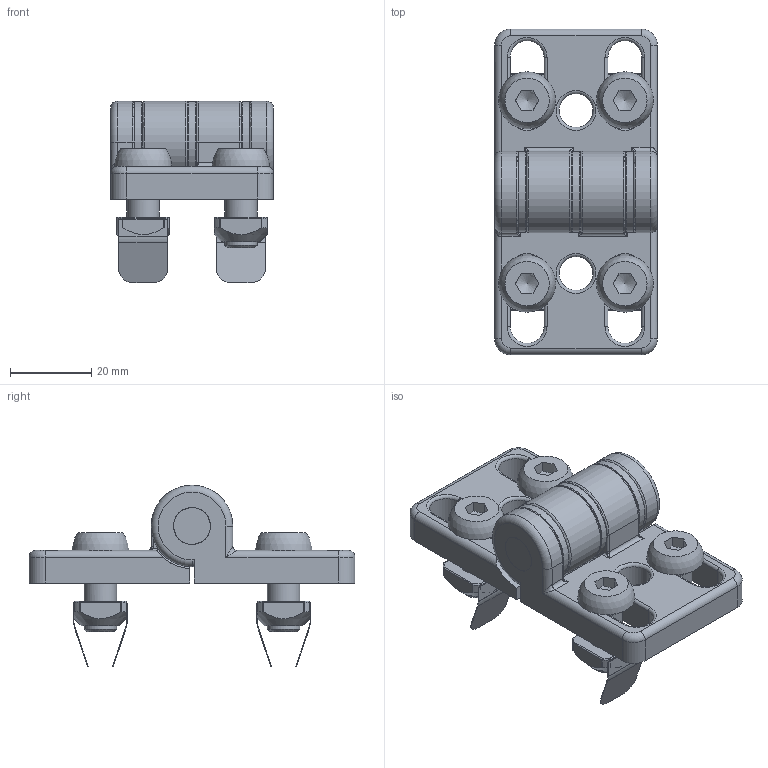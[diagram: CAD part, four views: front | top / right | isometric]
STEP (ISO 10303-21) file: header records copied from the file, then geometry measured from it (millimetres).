
FILE_DESCRIPTION(('STEP AP203'),'1');
FILE_NAME('SAFE08N1018.stp','2023-10-23T14:25:40',(' '),(' '),'Spatial InterOp 3D',' ',' ');
FILE_SCHEMA(('CONFIG_CONTROL_DESIGN'));
Length unit declared in the file: millimetre
Products named in the file (13): Kit de fixation - EcrouForceVsLigne; Vis BHC - M8x20; Ecrou carré languette 8 45 M8; Charnière 8 40 Zn avec ergot, noir; Axe_Charnière_Simple
Assembly tree (16 placements, depth 5):
  Charnière 8 40 Zn avec ergot, noir
    Kit de fixation - EcrouForceVsLigne  x4
      Vis BHC - M8x20
      Ecrou carré languette 8 45 M8
        Ecrou carré languette 8 45 M8
        Ecrou carré languette 8 45 M8
    Charnière 8 40 Zn avec ergot, noir
      Charnière 8 40 Zn avec ergot, noir
        Charnière 8 40 Zn avec ergot, noir
        Charnière 8 40 Zn avec ergot, noir
        Charnière 8 40 Zn avec ergot, noir
      Charnière 8 40 Zn avec ergot, noir
        Axe_Charnière_Simple
        Charnière 8 40 Zn avec ergot, noir
          Charnière 8 40 Zn avec ergot, noir
          Charnière 8 40 Zn avec ergot, noir
          Charnière 8 40 Zn avec ergot, noir
Bounding box: 40 x 80 x 44.55 mm (x, y, z)
Volume: 38730.4 mm3; surface area: 25079.9 mm2
Topology: 19 solids, 19 shells, 439 faces, 1035 edges, 602 vertices
Faces by surface type: cylinder 167, plane 156, torus 58, sphere 36, cone 14, bspline 8
Full cylindrical faces by diameter (mm): 6.8 x4, 7.9 x4, 8 x8, 8.3 x6, 9 x1, 19.7 x4
Entity records: 6858 total; most frequent: CARTESIAN_POINT 1387, DIRECTION 777, ORIENTED_EDGE 666, EDGE_CURVE 333, AXIS2_PLACEMENT_3D 310, PROPERTY_DEFINITION_REPRESENTATION 219, GENERAL_PROPERTY_ASSOCIATION 219, PROPERTY_DEFINITION 219
